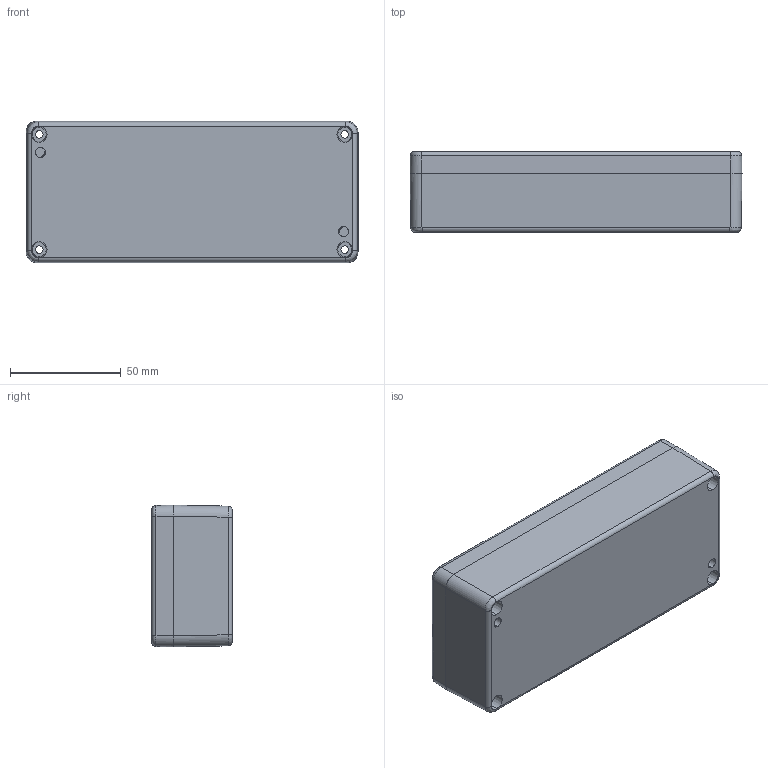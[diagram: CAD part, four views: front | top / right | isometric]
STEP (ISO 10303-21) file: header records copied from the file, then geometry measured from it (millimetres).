
FILE_DESCRIPTION (( 'STEP AP214' ), '1' );
FILE_NAME ('G109.STEP', '2009-11-20T03:39:01', ( 'NEF User' ), ( 'NEF User' ), 'SwSTEP 2.0', 'SolidWorks 2009', '' );
FILE_SCHEMA (( 'AUTOMOTIVE_DESIGN' ));
Length unit declared in the file: millimetre
Products named in the file (3): G109-C0VER; G109-BASE; G109
Assembly tree (2 placements, depth 2):
  G109
    G109-C0VER
    G109-BASE
Bounding box: 150 x 36.5 x 64 mm (x, y, z)
Volume: 127458.2 mm3; surface area: 69909.2 mm2
Topology: 2 solids, 2 shells, 229 faces, 618 edges, 404 vertices
Faces by surface type: plane 95, cone 68, cylinder 54, bspline 12
Entity records: 7898 total; most frequent: CARTESIAN_POINT 1932, DIRECTION 1242, ORIENTED_EDGE 1236, EDGE_CURVE 618, AXIS2_PLACEMENT_3D 450, VERTEX_POINT 404, VECTOR 342, LINE 342
